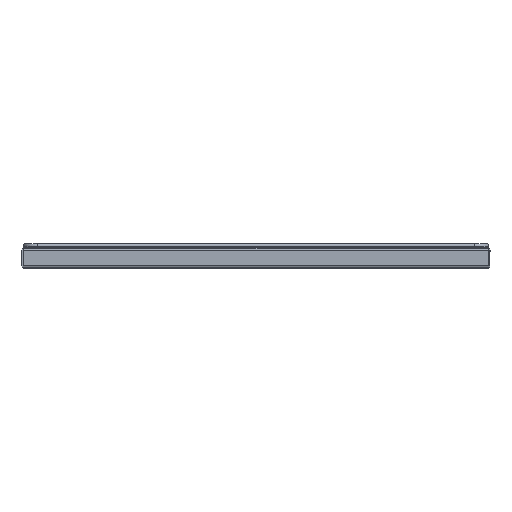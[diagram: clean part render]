
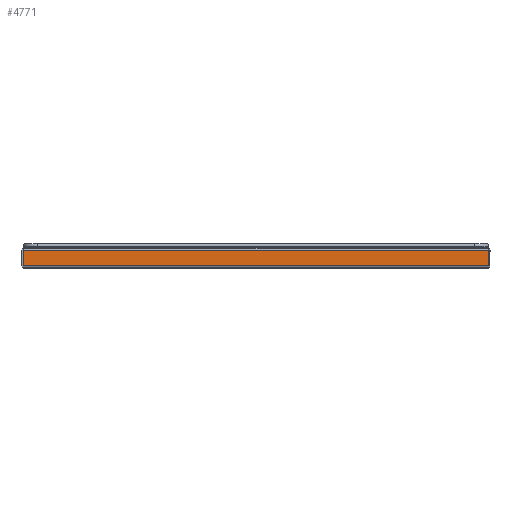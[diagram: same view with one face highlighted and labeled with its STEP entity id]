
A CAD part, left-side view. The second image highlights one B-rep face of the part: STEP entity #4771.
In plain terms, the highlighted planar face has unit normal (-1, 0, 0).
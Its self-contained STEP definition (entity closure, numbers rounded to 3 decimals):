
#101 = VERTEX_POINT ( 'NONE', #4809 ) ;
#275 = VECTOR ( 'NONE', #1442, 1000. ) ;
#669 = CARTESIAN_POINT ( 'NONE',  ( 0., 397.859, 1. ) ) ;
#1149 = EDGE_CURVE ( 'NONE', #4419, #101, #4850, .T. ) ;
#1215 = LINE ( 'NONE', #1301, #3719 ) ;
#1294 = VERTEX_POINT ( 'NONE', #669 ) ;
#1301 = CARTESIAN_POINT ( 'NONE',  ( 0., 397.859, 1. ) ) ;
#1320 = DIRECTION ( 'NONE',  ( 0., 0., 1. ) ) ;
#1442 = DIRECTION ( 'NONE',  ( 0., 1., 0. ) ) ;
#1473 = CARTESIAN_POINT ( 'NONE',  ( 0., 399., 1. ) ) ;
#1537 = CARTESIAN_POINT ( 'NONE',  ( 0., 397.859, 14.5 ) ) ;
#1680 = ORIENTED_EDGE ( 'NONE', *, *, #4239, .T. ) ;
#1681 = ORIENTED_EDGE ( 'NONE', *, *, #2823, .F. ) ;
#1727 = DIRECTION ( 'NONE',  ( 0., 1., 0. ) ) ;
#1745 = AXIS2_PLACEMENT_3D ( 'NONE', #2402, #3653, #4446 ) ;
#1857 = LINE ( 'NONE', #1473, #275 ) ;
#2054 = PLANE ( 'NONE',  #1745 ) ;
#2402 = CARTESIAN_POINT ( 'NONE',  ( 0., 0., 0. ) ) ;
#2534 = VECTOR ( 'NONE', #1320, 1000. ) ;
#2811 = FACE_OUTER_BOUND ( 'NONE', #4755, .T. ) ;
#2823 = EDGE_CURVE ( 'NONE', #4419, #1294, #1857, .T. ) ;
#2924 = ORIENTED_EDGE ( 'NONE', *, *, #3465, .F. ) ;
#3229 = VERTEX_POINT ( 'NONE', #1537 ) ;
#3465 = EDGE_CURVE ( 'NONE', #1294, #3229, #1215, .T. ) ;
#3626 = DIRECTION ( 'NONE',  ( 0., 0., 1. ) ) ;
#3653 = DIRECTION ( 'NONE',  ( 1., 0., 0. ) ) ;
#3719 = VECTOR ( 'NONE', #3626, 1000. ) ;
#4171 = CARTESIAN_POINT ( 'NONE',  ( 0., 1.141, 1. ) ) ;
#4239 = EDGE_CURVE ( 'NONE', #101, #3229, #4504, .T. ) ;
#4419 = VERTEX_POINT ( 'NONE', #4171 ) ;
#4446 = DIRECTION ( 'NONE',  ( 0., 0., -1. ) ) ;
#4486 = CARTESIAN_POINT ( 'NONE',  ( 0., 1.141, 1. ) ) ;
#4504 = LINE ( 'NONE', #4587, #4806 ) ;
#4587 = CARTESIAN_POINT ( 'NONE',  ( 0., 1.707, 14.5 ) ) ;
#4651 = ORIENTED_EDGE ( 'NONE', *, *, #1149, .T. ) ;
#4755 = EDGE_LOOP ( 'NONE', ( #1680, #2924, #1681, #4651 ) ) ;
#4771 = ADVANCED_FACE ( 'NONE', ( #2811 ), #2054, .F. ) ;
#4806 = VECTOR ( 'NONE', #1727, 1000. ) ;
#4809 = CARTESIAN_POINT ( 'NONE',  ( 0., 1.141, 14.5 ) ) ;
#4850 = LINE ( 'NONE', #4486, #2534 ) ;
